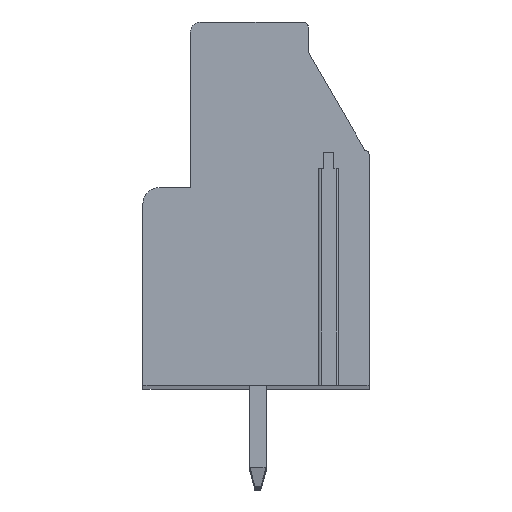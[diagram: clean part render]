
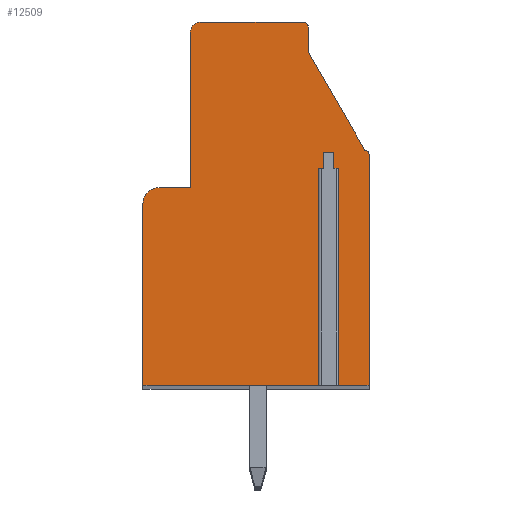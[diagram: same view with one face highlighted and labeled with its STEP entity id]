
A CAD part, top view. The second image highlights one B-rep face of the part: STEP entity #12509.
In plain terms, the highlighted planar face has unit normal (0, 0, 1).
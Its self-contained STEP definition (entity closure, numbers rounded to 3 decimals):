
#3931=DIRECTION('',(-1.,0.,0.));
#3932=VECTOR('',#3931,0.5);
#3933=CARTESIAN_POINT('',(3.85,2.55,3.75));
#3934=LINE('',#3933,#3932);
#3935=DIRECTION('',(0.,1.,0.));
#3936=VECTOR('',#3935,0.8);
#3937=CARTESIAN_POINT('',(3.35,1.75,3.75));
#3938=LINE('',#3937,#3936);
#3939=DIRECTION('',(0.,1.,0.));
#3940=VECTOR('',#3939,10.75);
#3941=CARTESIAN_POINT('',(3.35,-9.,3.75));
#3942=LINE('',#3941,#3940);
#3943=DIRECTION('',(1.,0.,0.));
#3944=VECTOR('',#3943,8.95);
#3945=CARTESIAN_POINT('',(-5.6,-9.,3.75));
#3946=LINE('',#3945,#3944);
#3947=DIRECTION('',(0.,-1.,0.));
#3948=VECTOR('',#3947,9.);
#3949=CARTESIAN_POINT('',(-5.6,0.,3.75));
#3950=LINE('',#3949,#3948);
#3951=CARTESIAN_POINT('',(-4.8,0.,3.75));
#3952=DIRECTION('',(0.,0.,1.));
#3953=DIRECTION('',(0.,1.,0.));
#3954=AXIS2_PLACEMENT_3D('',#3951,#3952,#3953);
#3956=DIRECTION('',(-1.,0.,0.));
#3957=VECTOR('',#3956,1.55);
#3958=CARTESIAN_POINT('',(-3.25,0.8,3.75));
#3959=LINE('',#3958,#3957);
#3960=DIRECTION('',(0.,-1.,0.));
#3961=VECTOR('',#3960,7.7);
#3962=CARTESIAN_POINT('',(-3.25,8.5,3.75));
#3963=LINE('',#3962,#3961);
#3964=CARTESIAN_POINT('',(-2.75,8.5,3.75));
#3965=DIRECTION('',(0.,0.,1.));
#3966=DIRECTION('',(0.,1.,0.));
#3967=AXIS2_PLACEMENT_3D('',#3964,#3965,#3966);
#3969=DIRECTION('',(-1.,0.,0.));
#3970=VECTOR('',#3969,5.05);
#3971=CARTESIAN_POINT('',(2.3,9.,3.75));
#3972=LINE('',#3971,#3970);
#3973=CARTESIAN_POINT('',(2.3,8.7,3.75));
#3974=DIRECTION('',(0.,0.,1.));
#3975=DIRECTION('',(1.,0.,0.));
#3976=AXIS2_PLACEMENT_3D('',#3973,#3974,#3975);
#3978=DIRECTION('',(0.,1.,0.));
#3979=VECTOR('',#3978,1.2);
#3980=CARTESIAN_POINT('',(2.6,7.5,3.75));
#3981=LINE('',#3980,#3979);
#3982=DIRECTION('',(-0.5,0.866,0.));
#3983=VECTOR('',#3982,5.6);
#3984=CARTESIAN_POINT('',(5.4,2.65,3.75));
#3985=LINE('',#3984,#3983);
#3986=CARTESIAN_POINT('',(5.4,2.45,3.75));
#3987=DIRECTION('',(0.,0.,1.));
#3988=DIRECTION('',(1.,0.,0.));
#3989=AXIS2_PLACEMENT_3D('',#3986,#3987,#3988);
#3991=DIRECTION('',(0.,1.,0.));
#3992=VECTOR('',#3991,11.45);
#3993=CARTESIAN_POINT('',(5.6,-9.,3.75));
#3994=LINE('',#3993,#3992);
#3995=DIRECTION('',(1.,0.,0.));
#3996=VECTOR('',#3995,1.75);
#3997=CARTESIAN_POINT('',(3.85,-9.,3.75));
#3998=LINE('',#3997,#3996);
#3999=DIRECTION('',(0.,1.,0.));
#4000=VECTOR('',#3999,10.75);
#4001=CARTESIAN_POINT('',(3.85,-9.,3.75));
#4002=LINE('',#4001,#4000);
#4003=DIRECTION('',(0.,1.,0.));
#4004=VECTOR('',#4003,0.8);
#4005=CARTESIAN_POINT('',(3.85,1.75,3.75));
#4006=LINE('',#4005,#4004);
#5945=CARTESIAN_POINT('',(5.6,-9.,3.75));
#5946=CARTESIAN_POINT('',(5.6,2.45,3.75));
#5947=VERTEX_POINT('',#5945);
#5948=VERTEX_POINT('',#5946);
#5949=CARTESIAN_POINT('',(5.4,2.65,3.75));
#5950=VERTEX_POINT('',#5949);
#5951=CARTESIAN_POINT('',(2.6,7.5,3.75));
#5952=VERTEX_POINT('',#5951);
#5954=CARTESIAN_POINT('',(-5.6,-9.,3.75));
#5956=VERTEX_POINT('',#5954);
#5973=CARTESIAN_POINT('',(3.35,-9.,3.75));
#5974=VERTEX_POINT('',#5973);
#5975=CARTESIAN_POINT('',(3.85,-9.,3.75));
#5976=VERTEX_POINT('',#5975);
#6146=CARTESIAN_POINT('',(-3.25,0.8,3.75));
#6148=VERTEX_POINT('',#6146);
#6153=CARTESIAN_POINT('',(-4.8,0.8,3.75));
#6154=VERTEX_POINT('',#6153);
#6155=CARTESIAN_POINT('',(-5.6,0.,3.75));
#6156=VERTEX_POINT('',#6155);
#6161=CARTESIAN_POINT('',(-2.75,9.,3.75));
#6162=VERTEX_POINT('',#6161);
#6163=CARTESIAN_POINT('',(-3.25,8.5,3.75));
#6164=VERTEX_POINT('',#6163);
#6169=CARTESIAN_POINT('',(2.6,8.7,3.75));
#6170=VERTEX_POINT('',#6169);
#6171=CARTESIAN_POINT('',(2.3,9.,3.75));
#6172=VERTEX_POINT('',#6171);
#6177=CARTESIAN_POINT('',(3.85,2.55,3.75));
#6178=CARTESIAN_POINT('',(3.35,2.55,3.75));
#6179=VERTEX_POINT('',#6177);
#6180=VERTEX_POINT('',#6178);
#6181=CARTESIAN_POINT('',(3.35,1.75,3.75));
#6182=VERTEX_POINT('',#6181);
#6183=CARTESIAN_POINT('',(3.85,1.75,3.75));
#6184=VERTEX_POINT('',#6183);
#12479=CARTESIAN_POINT('',(0.,0.,3.75));
#12480=DIRECTION('',(0.,0.,1.));
#12481=DIRECTION('',(1.,0.,0.));
#12482=AXIS2_PLACEMENT_3D('',#12479,#12480,#12481);
#12483=PLANE('',#12482);
#12485=ORIENTED_EDGE('',*,*,#12484,.T.);
#12487=ORIENTED_EDGE('',*,*,#12486,.F.);
#12489=ORIENTED_EDGE('',*,*,#12488,.F.);
#12490=ORIENTED_EDGE('',*,*,#12206,.F.);
#12491=ORIENTED_EDGE('',*,*,#12472,.F.);
#12492=ORIENTED_EDGE('',*,*,#7533,.F.);
#12493=ORIENTED_EDGE('',*,*,#7549,.F.);
#12494=ORIENTED_EDGE('',*,*,#7561,.F.);
#12495=ORIENTED_EDGE('',*,*,#7576,.F.);
#12496=ORIENTED_EDGE('',*,*,#7591,.F.);
#12497=ORIENTED_EDGE('',*,*,#11984,.F.);
#12498=ORIENTED_EDGE('',*,*,#11999,.F.);
#12499=ORIENTED_EDGE('',*,*,#12012,.F.);
#12500=ORIENTED_EDGE('',*,*,#12026,.F.);
#12501=ORIENTED_EDGE('',*,*,#12040,.F.);
#12502=ORIENTED_EDGE('',*,*,#12218,.F.);
#12504=ORIENTED_EDGE('',*,*,#12503,.T.);
#12506=ORIENTED_EDGE('',*,*,#12505,.T.);
#12507=EDGE_LOOP('',(#12485,#12487,#12489,#12490,#12491,#12492,#12493,#12494,
#12495,#12496,#12497,#12498,#12499,#12500,#12501,#12502,#12504,#12506));
#12508=FACE_OUTER_BOUND('',#12507,.F.);
#3955=CIRCLE('',#3954,0.8);
#3968=CIRCLE('',#3967,0.5);
#3977=CIRCLE('',#3976,0.3);
#3990=CIRCLE('',#3989,0.2);
#7533=EDGE_CURVE('',#6154,#6156,#3955,.T.);
#7549=EDGE_CURVE('',#6148,#6154,#3959,.T.);
#7561=EDGE_CURVE('',#6164,#6148,#3963,.T.);
#7576=EDGE_CURVE('',#6162,#6164,#3968,.T.);
#7591=EDGE_CURVE('',#6172,#6162,#3972,.T.);
#11984=EDGE_CURVE('',#6170,#6172,#3977,.T.);
#11999=EDGE_CURVE('',#5952,#6170,#3981,.T.);
#12012=EDGE_CURVE('',#5950,#5952,#3985,.T.);
#12026=EDGE_CURVE('',#5948,#5950,#3990,.T.);
#12040=EDGE_CURVE('',#5947,#5948,#3994,.T.);
#12206=EDGE_CURVE('',#5956,#5974,#3946,.T.);
#12218=EDGE_CURVE('',#5976,#5947,#3998,.T.);
#12472=EDGE_CURVE('',#6156,#5956,#3950,.T.);
#12484=EDGE_CURVE('',#6179,#6180,#3934,.T.);
#12486=EDGE_CURVE('',#6182,#6180,#3938,.T.);
#12488=EDGE_CURVE('',#5974,#6182,#3942,.T.);
#12503=EDGE_CURVE('',#5976,#6184,#4002,.T.);
#12505=EDGE_CURVE('',#6184,#6179,#4006,.T.);
#12509=ADVANCED_FACE('',(#12508),#12483,.T.);
